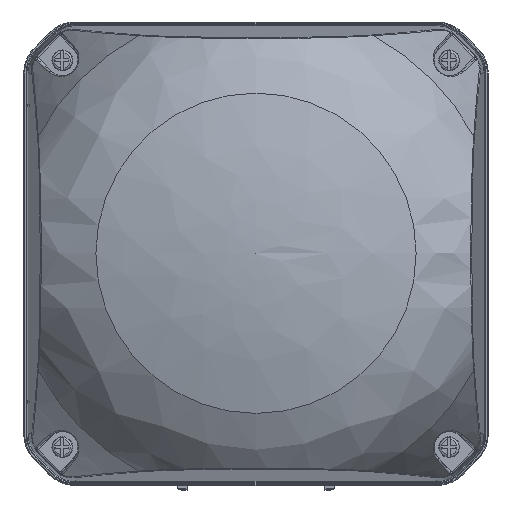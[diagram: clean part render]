
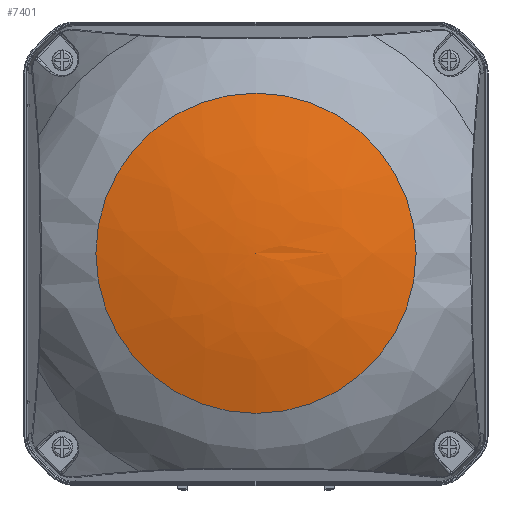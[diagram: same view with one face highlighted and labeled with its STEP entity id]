
A CAD part, top view. The second image highlights one B-rep face of the part: STEP entity #7401.
In plain terms, the highlighted free-form (B-spline) face has degree [3, 3] with [4, 7] control points.
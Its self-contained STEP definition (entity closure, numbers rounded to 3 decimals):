
#131=VERTEX_LOOP('',#19462);
#667=(
BOUNDED_SURFACE()
B_SPLINE_SURFACE(3,3,((#39050,#39051,#39052,#39053,#39054,#39055,#39056),
(#39057,#39058,#39059,#39060,#39061,#39062,#39063),(#39064,#39065,#39066,
#39067,#39068,#39069,#39070),(#39071,#39072,#39073,#39074,#39075,#39076,
#39077)),.UNSPECIFIED.,.F.,.T.,.F.)
B_SPLINE_SURFACE_WITH_KNOTS((4,4),(1,3,3,3,1),(0.,1.),(-0.5,0.,0.5,1.,1.5),
 .UNSPECIFIED.)
GEOMETRIC_REPRESENTATION_ITEM()
RATIONAL_B_SPLINE_SURFACE(((1.,0.333,0.333,1.,0.333,
0.333,1.),(0.993,0.331,0.331,
0.993,0.331,0.331,0.993),
(0.993,0.331,0.331,0.993,
0.331,0.331,0.993),(1.,0.333,
0.333,1.,0.333,0.333,1.)))
REPRESENTATION_ITEM('')
SURFACE()
);
#7401=ADVANCED_FACE('',(#9231,#9232),#667,.T.);
#9231=FACE_BOUND('',#9689,.T.);
#9232=FACE_BOUND('',#131,.T.);
#9689=EDGE_LOOP('',(#11809));
#11809=ORIENTED_EDGE('',*,*,#21891,.T.);
#19461=VERTEX_POINT('',#39048);
#19462=VERTEX_POINT('',#39049);
#21891=EDGE_CURVE('',#19461,#19461,#25654,.T.);
#25654=CIRCLE('',#27014,45.541);
#27014=AXIS2_PLACEMENT_3D('',#39047,#30388,#30389);
#30388=DIRECTION('',(0.,0.,1.));
#30389=DIRECTION('',(1.,0.,0.));
#39047=CARTESIAN_POINT('',(0.083,-131.751,74.624));
#39048=CARTESIAN_POINT('',(45.624,-131.751,74.624));
#39049=CARTESIAN_POINT('',(0.083,-131.751,81.25));
#39050=CARTESIAN_POINT('',(0.083,-131.751,81.25));
#39051=CARTESIAN_POINT('',(0.083,-131.751,81.25));
#39052=CARTESIAN_POINT('',(0.083,-131.751,81.25));
#39053=CARTESIAN_POINT('',(0.083,-131.751,81.25));
#39054=CARTESIAN_POINT('',(0.083,-131.751,81.25));
#39055=CARTESIAN_POINT('',(0.083,-131.751,81.25));
#39056=CARTESIAN_POINT('',(0.083,-131.751,81.25));
#39057=CARTESIAN_POINT('',(15.524,-131.751,81.18));
#39058=CARTESIAN_POINT('',(15.524,-100.869,81.18));
#39059=CARTESIAN_POINT('',(-15.358,-100.869,81.18));
#39060=CARTESIAN_POINT('',(-15.358,-131.751,81.18));
#39061=CARTESIAN_POINT('',(-15.358,-162.632,81.18));
#39062=CARTESIAN_POINT('',(15.524,-162.632,81.18));
#39063=CARTESIAN_POINT('',(15.524,-131.751,81.18));
#39064=CARTESIAN_POINT('',(30.804,-131.751,78.956));
#39065=CARTESIAN_POINT('',(30.804,-70.31,78.956));
#39066=CARTESIAN_POINT('',(-30.637,-70.31,78.956));
#39067=CARTESIAN_POINT('',(-30.637,-131.751,78.956));
#39068=CARTESIAN_POINT('',(-30.637,-193.192,78.956));
#39069=CARTESIAN_POINT('',(30.804,-193.192,78.956));
#39070=CARTESIAN_POINT('',(30.804,-131.751,78.956));
#39071=CARTESIAN_POINT('',(45.624,-131.751,74.624));
#39072=CARTESIAN_POINT('',(45.624,-40.668,74.624));
#39073=CARTESIAN_POINT('',(-45.458,-40.668,74.624));
#39074=CARTESIAN_POINT('',(-45.458,-131.751,74.624));
#39075=CARTESIAN_POINT('',(-45.458,-222.833,74.624));
#39076=CARTESIAN_POINT('',(45.624,-222.833,74.624));
#39077=CARTESIAN_POINT('',(45.624,-131.751,74.624));
